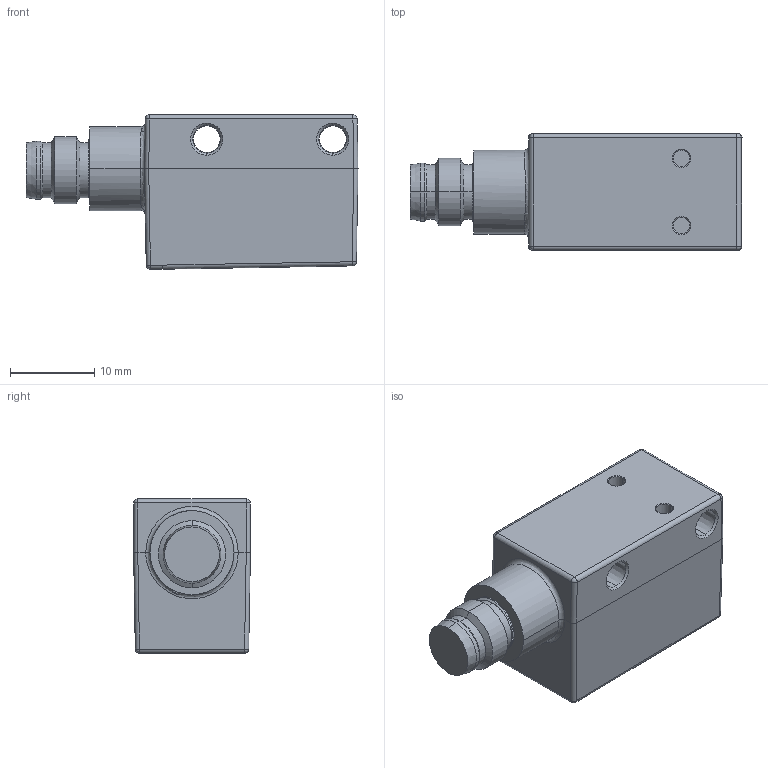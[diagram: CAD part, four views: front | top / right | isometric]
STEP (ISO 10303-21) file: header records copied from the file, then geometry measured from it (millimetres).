
FILE_DESCRIPTION((''),'2;1');
FILE_NAME('DB_CAD7034','2021-12-16T10:19:37',('tiniedziel'),(''),'CREO PARAMETRIC BY PTC INC, 2019292','CREO PARAMETRIC BY PTC INC, 2019292','');
FILE_SCHEMA(('CONFIG_CONTROL_DESIGN','SHAPE_APPEARANCE_LAYERS_GROUPS'));
Length unit declared in the file: millimetre
Products named in the file (1): DB_CAD7034
Bounding box: 39.5 x 13.9 x 18.37 mm (x, y, z)
Volume: 6851.4 mm3; surface area: 3015.7 mm2
Topology: 1 solids, 9 shells, 239 faces, 619 edges, 400 vertices
Faces by surface type: plane 116, cylinder 69, cone 36, sphere 12, bspline 3, extrusion 2, torus 1
Entity records: 11224 total; most frequent: CARTESIAN_POINT 1782, ORIENTED_EDGE 1188, DIRECTION 1152, PRESENTATION_STYLE_ASSIGNMENT 850, STYLED_ITEM 633, CURVE_STYLE 609, EDGE_CURVE 594, AXIS2_PLACEMENT_3D 385
